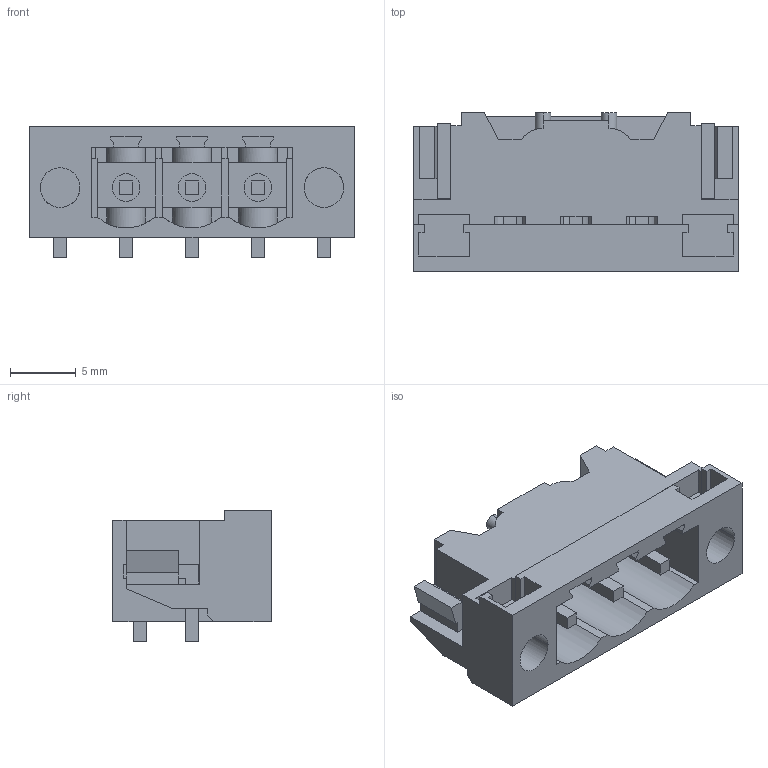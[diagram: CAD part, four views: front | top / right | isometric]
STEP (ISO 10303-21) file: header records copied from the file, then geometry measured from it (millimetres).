
FILE_DESCRIPTION(('CATIA V5 STEP Exchange','CAx-IF Rec.Pracs.--- Model Styling and Organization---1.2---2011-12-15'),'2;1');
FILE_NAME ('7601241_2_1797760000_1797760000.stp','2018-03-12T11:33:40+00:00',('none'),('Weidmueller'),'CATIA Version 5-6 Release 2014','CATIA V5 STEP AP214','none');
FILE_SCHEMA(('AUTOMOTIVE_DESIGN { 1 0 10303 214 1 1 1 1 }'));
Length unit declared in the file: millimetre
Products named in the file (1): 1797760000
Bounding box: 24.6 x 12 x 9.93 mm (x, y, z)
Volume: 1086.8 mm3; surface area: 2190.1 mm2
Topology: 6 solids, 6 shells, 281 faces, 826 edges, 552 vertices
Faces by surface type: plane 250, cylinder 31
Entity records: 9379 total; most frequent: CARTESIAN_POINT 1800, ORIENTED_EDGE 1652, DIRECTION 1283, EDGE_CURVE 826, VECTOR 749, LINE 749, VERTEX_POINT 552, AXIS2_PLACEMENT_3D 297
